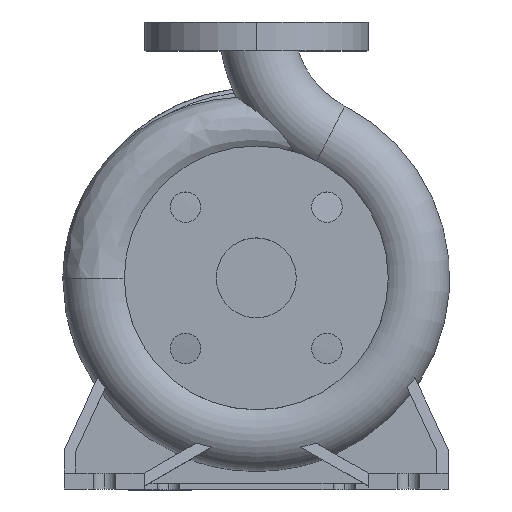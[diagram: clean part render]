
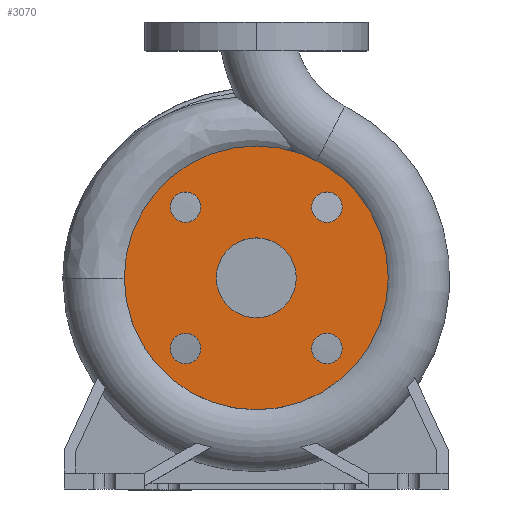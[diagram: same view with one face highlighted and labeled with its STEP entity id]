
A CAD part, top view. The second image highlights one B-rep face of the part: STEP entity #3070.
In plain terms, the highlighted planar face has unit normal (0, 0, 1).
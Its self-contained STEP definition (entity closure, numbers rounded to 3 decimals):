
#7 = DIRECTION ( 'NONE',  ( 0., 0., 1. ) ) ;
#10 = DIRECTION ( 'NONE',  ( 0., 0., 1. ) ) ;
#52 = EDGE_CURVE ( 'NONE', #1271, #1577, #2498, .T. ) ;
#107 = FACE_OUTER_BOUND ( 'NONE', #3930, .T. ) ;
#131 = EDGE_CURVE ( 'NONE', #5503, #3314, #4457, .T. ) ;
#252 = CARTESIAN_POINT ( 'NONE',  ( -44.194, -44.194, 80. ) ) ;
#263 = AXIS2_PLACEMENT_3D ( 'NONE', #2772, #1873, #4117 ) ;
#338 = ORIENTED_EDGE ( 'NONE', *, *, #592, .F. ) ;
#374 = CIRCLE ( 'NONE', #4896, 82.5 ) ;
#381 = VERTEX_POINT ( 'NONE', #5386 ) ;
#518 = EDGE_CURVE ( 'NONE', #5119, #2452, #3291, .T. ) ;
#538 = CARTESIAN_POINT ( 'NONE',  ( 0., 82.5, 80. ) ) ;
#571 = FACE_BOUND ( 'NONE', #3413, .T. ) ;
#592 = EDGE_CURVE ( 'NONE', #3314, #5503, #1811, .T. ) ;
#602 = VERTEX_POINT ( 'NONE', #5320 ) ;
#628 = EDGE_LOOP ( 'NONE', ( #338, #5588 ) ) ;
#699 = EDGE_CURVE ( 'NONE', #1577, #1271, #4062, .T. ) ;
#744 = AXIS2_PLACEMENT_3D ( 'NONE', #3359, #1999, #3324 ) ;
#767 = CARTESIAN_POINT ( 'NONE',  ( 0., 82.5, 80. ) ) ;
#787 = CIRCLE ( 'NONE', #4230, 82.5 ) ;
#883 = CARTESIAN_POINT ( 'NONE',  ( 44.194, -44.194, 80. ) ) ;
#897 = CARTESIAN_POINT ( 'NONE',  ( -44.194, 44.194, 80. ) ) ;
#913 = CARTESIAN_POINT ( 'NONE',  ( -44.194, 34.694, 80. ) ) ;
#1242 = CIRCLE ( 'NONE', #3012, 9.5 ) ;
#1271 = VERTEX_POINT ( 'NONE', #1294 ) ;
#1285 = DIRECTION ( 'NONE',  ( 0., -1., 0. ) ) ;
#1294 = CARTESIAN_POINT ( 'NONE',  ( 0., -25., 80. ) ) ;
#1363 = DIRECTION ( 'NONE',  ( 0., 0., 1. ) ) ;
#1378 = ORIENTED_EDGE ( 'NONE', *, *, #1622, .F. ) ;
#1393 = CARTESIAN_POINT ( 'NONE',  ( 44.194, -34.694, 80. ) ) ;
#1403 = EDGE_CURVE ( 'NONE', #602, #1526, #2326, .T. ) ;
#1422 = CARTESIAN_POINT ( 'NONE',  ( 0., 0., 80. ) ) ;
#1481 = DIRECTION ( 'NONE',  ( 0., 0., 1. ) ) ;
#1511 = AXIS2_PLACEMENT_3D ( 'NONE', #897, #2779, #2017 ) ;
#1524 = EDGE_CURVE ( 'NONE', #1526, #602, #4983, .T. ) ;
#1526 = VERTEX_POINT ( 'NONE', #4518 ) ;
#1544 = EDGE_LOOP ( 'NONE', ( #1931, #4387 ) ) ;
#1577 = VERTEX_POINT ( 'NONE', #2590 ) ;
#1622 = EDGE_CURVE ( 'NONE', #381, #5748, #1242, .T. ) ;
#1631 = EDGE_CURVE ( 'NONE', #2452, #5119, #2429, .T. ) ;
#1666 = DIRECTION ( 'NONE',  ( 0., -1., 0. ) ) ;
#1715 = DIRECTION ( 'NONE',  ( 0., -1., 0. ) ) ;
#1739 = ORIENTED_EDGE ( 'NONE', *, *, #52, .F. ) ;
#1811 = CIRCLE ( 'NONE', #2996, 9.5 ) ;
#1869 = VERTEX_POINT ( 'NONE', #767 ) ;
#1873 = DIRECTION ( 'NONE',  ( 0., 0., 1. ) ) ;
#1902 = EDGE_LOOP ( 'NONE', ( #5891, #1378 ) ) ;
#1918 = DIRECTION ( 'NONE',  ( 0., -1., 0. ) ) ;
#1930 = CARTESIAN_POINT ( 'NONE',  ( 0., -82.5, 80. ) ) ;
#1931 = ORIENTED_EDGE ( 'NONE', *, *, #1631, .F. ) ;
#1949 = CARTESIAN_POINT ( 'NONE',  ( -44.194, -44.194, 80. ) ) ;
#1964 = AXIS2_PLACEMENT_3D ( 'NONE', #4175, #3338, #6070 ) ;
#1999 = DIRECTION ( 'NONE',  ( 0., 0., 1. ) ) ;
#2010 = DIRECTION ( 'NONE',  ( 0., -1., 0. ) ) ;
#2017 = DIRECTION ( 'NONE',  ( 0., -1., 0. ) ) ;
#2051 = CARTESIAN_POINT ( 'NONE',  ( 53.694, 44.194, 80. ) ) ;
#2143 = ORIENTED_EDGE ( 'NONE', *, *, #1524, .F. ) ;
#2180 = VERTEX_POINT ( 'NONE', #1930 ) ;
#2307 = AXIS2_PLACEMENT_3D ( 'NONE', #883, #5510, #1285 ) ;
#2326 = CIRCLE ( 'NONE', #4876, 9.5 ) ;
#2411 = DIRECTION ( 'NONE',  ( 0., 0., -1. ) ) ;
#2429 = CIRCLE ( 'NONE', #263, 9.5 ) ;
#2444 = CARTESIAN_POINT ( 'NONE',  ( 0., 0., 80. ) ) ;
#2452 = VERTEX_POINT ( 'NONE', #3587 ) ;
#2498 = CIRCLE ( 'NONE', #3973, 25. ) ;
#2499 = ORIENTED_EDGE ( 'NONE', *, *, #1403, .F. ) ;
#2590 = CARTESIAN_POINT ( 'NONE',  ( 0., 25., 80. ) ) ;
#2772 = CARTESIAN_POINT ( 'NONE',  ( 44.194, -44.194, 80. ) ) ;
#2779 = DIRECTION ( 'NONE',  ( 0., 0., 1. ) ) ;
#2809 = FACE_BOUND ( 'NONE', #4946, .T. ) ;
#2872 = FACE_BOUND ( 'NONE', #1902, .T. ) ;
#2927 = EDGE_CURVE ( 'NONE', #2180, #1869, #374, .T. ) ;
#2963 = ORIENTED_EDGE ( 'NONE', *, *, #2927, .T. ) ;
#2996 = AXIS2_PLACEMENT_3D ( 'NONE', #6010, #5951, #1715 ) ;
#3012 = AXIS2_PLACEMENT_3D ( 'NONE', #5833, #5631, #5986 ) ;
#3052 = DIRECTION ( 'NONE',  ( 0., 0., 1. ) ) ;
#3070 = ADVANCED_FACE ( 'NONE', ( #5674, #3344, #2872, #2809, #107, #571 ), #4743, .F. ) ;
#3183 = CARTESIAN_POINT ( 'NONE',  ( 0., 0., 80. ) ) ;
#3291 = CIRCLE ( 'NONE', #2307, 9.5 ) ;
#3314 = VERTEX_POINT ( 'NONE', #913 ) ;
#3324 = DIRECTION ( 'NONE',  ( 0., -1., 0. ) ) ;
#3338 = DIRECTION ( 'NONE',  ( 0., 0., 1. ) ) ;
#3344 = FACE_BOUND ( 'NONE', #628, .T. ) ;
#3359 = CARTESIAN_POINT ( 'NONE',  ( 0., 0., 80. ) ) ;
#3413 = EDGE_LOOP ( 'NONE', ( #2499, #2143 ) ) ;
#3587 = CARTESIAN_POINT ( 'NONE',  ( 44.194, -53.694, 80. ) ) ;
#3818 = AXIS2_PLACEMENT_3D ( 'NONE', #538, #2411, #5739 ) ;
#3903 = AXIS2_PLACEMENT_3D ( 'NONE', #252, #3052, #1666 ) ;
#3930 = EDGE_LOOP ( 'NONE', ( #2963, #4996 ) ) ;
#3973 = AXIS2_PLACEMENT_3D ( 'NONE', #1422, #10, #1918 ) ;
#4062 = CIRCLE ( 'NONE', #744, 25. ) ;
#4092 = ORIENTED_EDGE ( 'NONE', *, *, #699, .F. ) ;
#4117 = DIRECTION ( 'NONE',  ( 0., -1., 0. ) ) ;
#4139 = EDGE_CURVE ( 'NONE', #5748, #381, #5902, .T. ) ;
#4175 = CARTESIAN_POINT ( 'NONE',  ( 44.194, 44.194, 80. ) ) ;
#4230 = AXIS2_PLACEMENT_3D ( 'NONE', #3183, #1363, #4584 ) ;
#4387 = ORIENTED_EDGE ( 'NONE', *, *, #518, .F. ) ;
#4457 = CIRCLE ( 'NONE', #1511, 9.5 ) ;
#4518 = CARTESIAN_POINT ( 'NONE',  ( -44.194, -34.694, 80. ) ) ;
#4584 = DIRECTION ( 'NONE',  ( 0., -1., 0. ) ) ;
#4710 = DIRECTION ( 'NONE',  ( 0., -1., 0. ) ) ;
#4743 = PLANE ( 'NONE',  #3818 ) ;
#4876 = AXIS2_PLACEMENT_3D ( 'NONE', #1949, #1481, #2010 ) ;
#4896 = AXIS2_PLACEMENT_3D ( 'NONE', #2444, #7, #4710 ) ;
#4946 = EDGE_LOOP ( 'NONE', ( #1739, #4092 ) ) ;
#4983 = CIRCLE ( 'NONE', #3903, 9.5 ) ;
#4996 = ORIENTED_EDGE ( 'NONE', *, *, #5084, .T. ) ;
#5084 = EDGE_CURVE ( 'NONE', #1869, #2180, #787, .T. ) ;
#5119 = VERTEX_POINT ( 'NONE', #1393 ) ;
#5190 = CARTESIAN_POINT ( 'NONE',  ( -44.194, 53.694, 80. ) ) ;
#5320 = CARTESIAN_POINT ( 'NONE',  ( -44.194, -53.694, 80. ) ) ;
#5386 = CARTESIAN_POINT ( 'NONE',  ( 34.694, 44.194, 80. ) ) ;
#5503 = VERTEX_POINT ( 'NONE', #5190 ) ;
#5510 = DIRECTION ( 'NONE',  ( 0., 0., 1. ) ) ;
#5588 = ORIENTED_EDGE ( 'NONE', *, *, #131, .F. ) ;
#5631 = DIRECTION ( 'NONE',  ( 0., 0., 1. ) ) ;
#5674 = FACE_BOUND ( 'NONE', #1544, .T. ) ;
#5739 = DIRECTION ( 'NONE',  ( 0., 1., 0. ) ) ;
#5748 = VERTEX_POINT ( 'NONE', #2051 ) ;
#5833 = CARTESIAN_POINT ( 'NONE',  ( 44.194, 44.194, 80. ) ) ;
#5891 = ORIENTED_EDGE ( 'NONE', *, *, #4139, .F. ) ;
#5902 = CIRCLE ( 'NONE', #1964, 9.5 ) ;
#5951 = DIRECTION ( 'NONE',  ( 0., 0., 1. ) ) ;
#5986 = DIRECTION ( 'NONE',  ( 1., 0., 0. ) ) ;
#6010 = CARTESIAN_POINT ( 'NONE',  ( -44.194, 44.194, 80. ) ) ;
#6070 = DIRECTION ( 'NONE',  ( 1., 0., 0. ) ) ;
